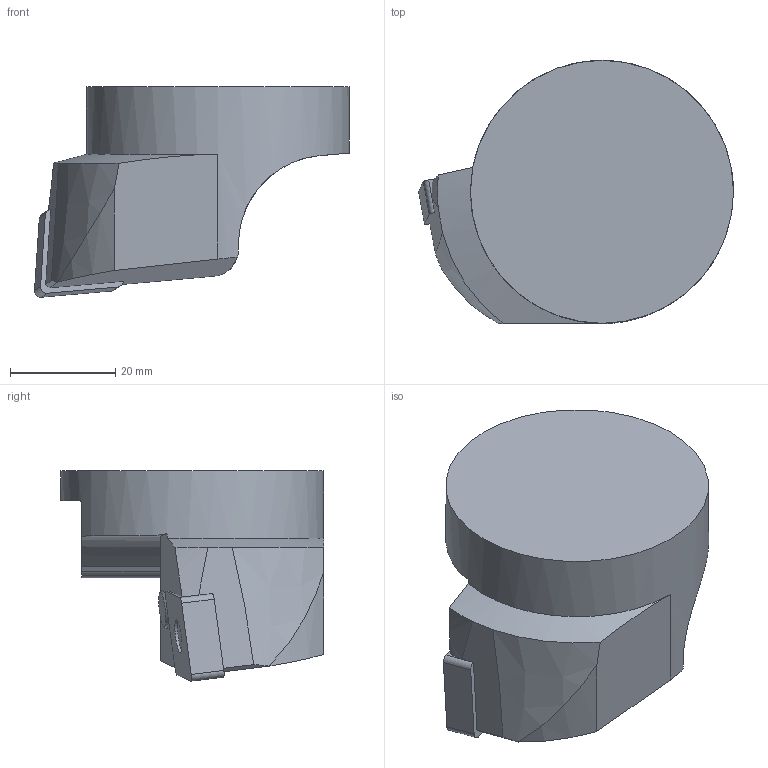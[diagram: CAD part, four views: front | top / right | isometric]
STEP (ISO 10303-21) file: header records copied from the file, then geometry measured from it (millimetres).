
FILE_DESCRIPTION(/* description */ (''),/* implementation_level */ '2;1');
FILE_NAME(/* name */ '1642155907134.stp',/* time_stamp */ '2022-01-14T15:55:34+05:00',/* author */ (''),/* organization */ ('SMS'),/* preprocessor_version */ 'ST-DEVELOPER v16.7',/* originating_system */ 'SIEMENS PLM Software NX 12.0',/* authorisation */ '');
FILE_SCHEMA (('AUTOMOTIVE_DESIGN { 1 0 10303 214 3 1 1 1 }'));
Length unit declared in the file: millimetre
Products named in the file (4): ASSEMBLY_CONSTRUCTION; IsoTurningInsert; 201778051mod000_01; 201778049mod000_01
Assembly tree (3 placements, depth 2):
  201778049mod000_01
    201778051mod000_01
    IsoTurningInsert
    ASSEMBLY_CONSTRUCTION
Bounding box: 59.87 x 50 x 40 mm (x, y, z)
Volume: 50156 mm3; surface area: 10121.6 mm2
Topology: 2 solids, 2 shells, 47 faces, 128 edges, 94 vertices
Faces by surface type: plane 28, cylinder 15, cone 4
Full cylindrical faces by diameter (mm): 6.35 x2, 50 x1
Entity records: 1774 total; most frequent: CARTESIAN_POINT 406, DIRECTION 265, ORIENTED_EDGE 240, EDGE_CURVE 120, AXIS2_PLACEMENT_3D 100, VERTEX_POINT 82, LINE 65, VECTOR 65
